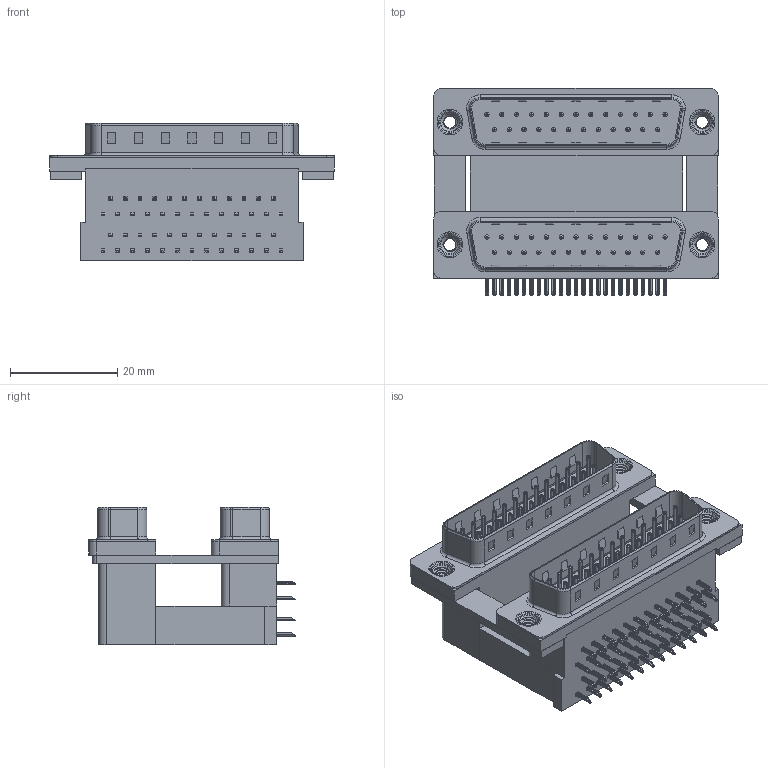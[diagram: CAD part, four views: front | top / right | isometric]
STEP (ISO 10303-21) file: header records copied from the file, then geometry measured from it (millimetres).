
FILE_DESCRIPTION (( 'STEP AP203' ), '1' );
FILE_NAME ('661-025-664-008.STEP', '2020-09-11T00:29:46', ( '' ), ( '' ), 'SwSTEP 2.0', 'SolidWorks 2020', '' );
FILE_SCHEMA (( 'CONFIG_CONTROL_DESIGN' ));
Length unit declared in the file: millimetre
Products named in the file (11): 661 Shell_25 Contacts; 661 Contact Top Lower; 661-025-664-008; 661 Threaded Rivet_4-40; 661 Contact Top Upper_H; 661 Contact Bottom Lower; 661 Housing Upper_25 Contacts H; 661 Housing Lower_25 Contacts; 661 Mounting Bracket_NoneH; 661 Housing Spacer_25 Contacts H; 661 Contact Bottom Upper_H
Assembly tree (61 placements, depth 2):
  661-025-664-008
    661 Housing Lower_25 Contacts
    661 Housing Spacer_25 Contacts H
    661 Housing Upper_25 Contacts H
    661 Shell_25 Contacts  x2
    661 Contact Bottom Lower  x12
    661 Contact Top Lower  x13
    661 Contact Bottom Upper_H  x12
    661 Contact Top Upper_H  x13
    661 Mounting Bracket_NoneH  x2
    661 Threaded Rivet_4-40  x4
Bounding box: 53.04 x 38.59 x 25.6 mm (x, y, z)
Volume: 22154.4 mm3; surface area: 22695.9 mm2
Topology: 61 solids, 61 shells, 4594 faces, 11392 edges, 7046 vertices
Faces by surface type: plane 2934, cylinder 1266, torus 362, cone 20, bspline 12
Entity records: 39852 total; most frequent: CARTESIAN_POINT 8002, DIRECTION 6059, ORIENTED_EDGE 5940, EDGE_CURVE 2970, LINE 2273, VECTOR 2273, VERTEX_POINT 1918, AXIS2_PLACEMENT_3D 1893
